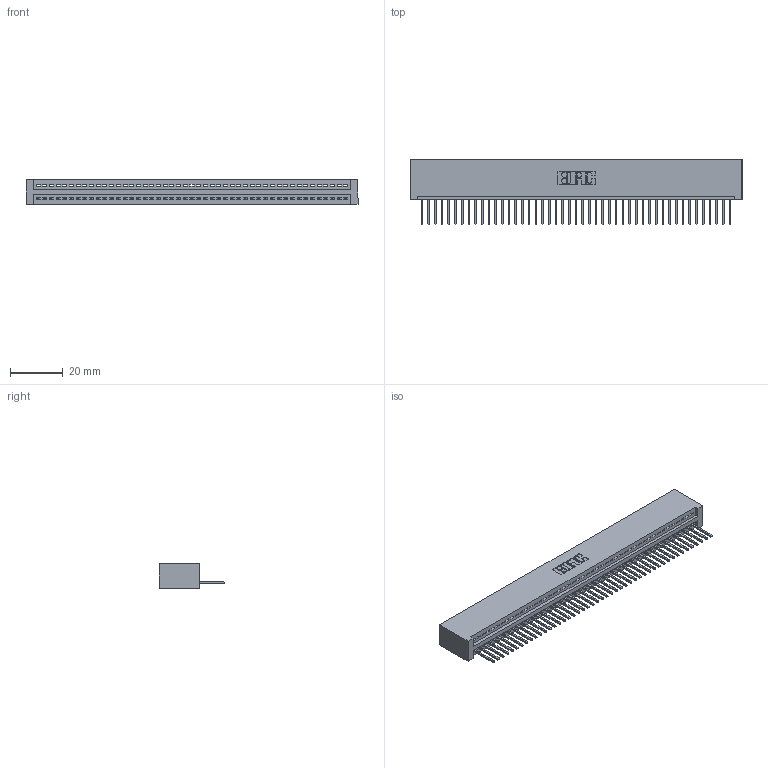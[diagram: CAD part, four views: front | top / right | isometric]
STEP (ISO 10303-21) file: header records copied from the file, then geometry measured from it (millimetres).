
FILE_DESCRIPTION (( 'STEP AP203' ), '1' );
FILE_NAME ('395-047-523-101.STEP', '2018-11-19T12:36:37', ( '' ), ( '' ), 'SwSTEP 2.0', 'SolidWorks 2016', '' );
FILE_SCHEMA (( 'CONFIG_CONTROL_DESIGN' ));
Length unit declared in the file: inch
Products named in the file (3): 345 Part_No Mounting Lugs; 395-047-523-101; 345-292-001_345-293-123
Assembly tree (48 placements, depth 2):
  395-047-523-101
    345 Part_No Mounting Lugs
    345-292-001_345-293-123  x47
Bounding box: 125.98 x 24.82 x 9.4 mm (x, y, z)
Volume: 12573.2 mm3; surface area: 17018 mm2
Topology: 48 solids, 48 shells, 2844 faces, 8589 edges, 5662 vertices
Faces by surface type: plane 1956, cylinder 888
Entity records: 34441 total; most frequent: CARTESIAN_POINT 5973, ORIENTED_EDGE 5954, DIRECTION 5203, EDGE_CURVE 2977, LINE 2665, VECTOR 2665, VERTEX_POINT 1982, AXIS2_PLACEMENT_3D 1269
